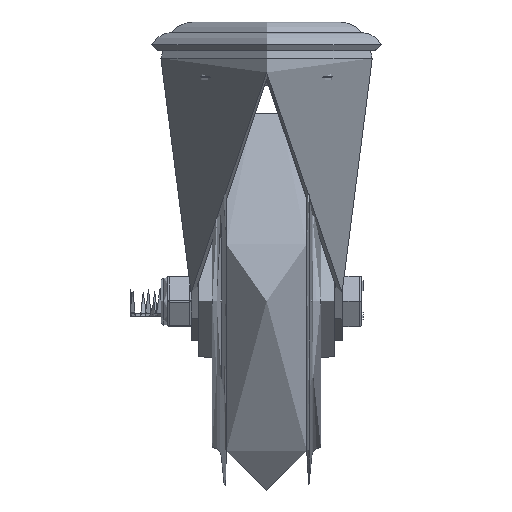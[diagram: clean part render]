
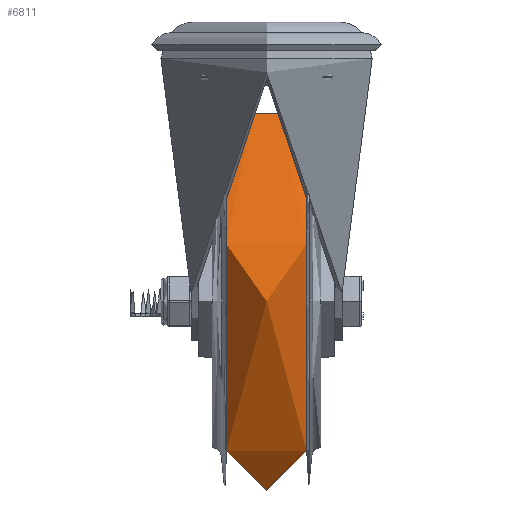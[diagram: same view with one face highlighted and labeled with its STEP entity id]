
A CAD part, left-side view. The second image highlights one B-rep face of the part: STEP entity #6811.
In plain terms, the highlighted free-form (B-spline) face has degree [2, 2] with [3, 9] control points.
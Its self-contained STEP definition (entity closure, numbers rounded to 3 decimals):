
#29=(
BOUNDED_SURFACE()
B_SPLINE_SURFACE(2,2,((#11573,#11574,#11575,#11576,#11577,#11578,#11579,
#11580,#11581),(#11582,#11583,#11584,#11585,#11586,#11587,#11588,#11589,
#11590),(#11591,#11592,#11593,#11594,#11595,#11596,#11597,#11598,#11599)),
 .UNSPECIFIED.,.F.,.T.,.F.)
B_SPLINE_SURFACE_WITH_KNOTS((3,3),(3,2,2,2,3),(-0.202,0.202),
(-3.142,-1.571,0.,1.571,3.142),
 .UNSPECIFIED.)
GEOMETRIC_REPRESENTATION_ITEM()
RATIONAL_B_SPLINE_SURFACE(((1.,0.707,1.,0.707,1.,
0.707,1.,0.707,1.),(0.98,0.693,
0.98,0.693,0.98,0.693,
0.98,0.693,0.98),(1.,0.707,
1.,0.707,1.,0.707,1.,0.707,1.)))
REPRESENTATION_ITEM('')
SURFACE()
);
#939=FACE_OUTER_BOUND('',#1371,.T.);
#1371=EDGE_LOOP('',(#5173,#5174,#5175,#5176));
#2810=CIRCLE('',#7461,61.152);
#2811=CIRCLE('',#7462,66.083);
#2812=CIRCLE('',#7463,61.152);
#3177=VERTEX_POINT('',#11570);
#3178=VERTEX_POINT('',#11600);
#3905=EDGE_CURVE('',#3177,#3177,#2810,.T.);
#3906=EDGE_CURVE('',#3177,#3178,#2811,.T.);
#3907=EDGE_CURVE('',#3178,#3178,#2812,.T.);
#5173=ORIENTED_EDGE('',*,*,#3905,.F.);
#5174=ORIENTED_EDGE('',*,*,#3906,.T.);
#5175=ORIENTED_EDGE('',*,*,#3907,.T.);
#5176=ORIENTED_EDGE('',*,*,#3906,.F.);
#6811=ADVANCED_FACE('',(#939),#29,.F.);
#7461=AXIS2_PLACEMENT_3D('',#11572,#8506,#8507);
#7462=AXIS2_PLACEMENT_3D('',#11601,#8508,#8509);
#7463=AXIS2_PLACEMENT_3D('',#11602,#8510,#8511);
#8506=DIRECTION('center_axis',(0.,-1.,0.));
#8507=DIRECTION('ref_axis',(0.,0.,1.));
#8508=DIRECTION('center_axis',(-1.,0.,0.));
#8509=DIRECTION('ref_axis',(0.,0.,1.));
#8510=DIRECTION('center_axis',(0.,-1.,0.));
#8511=DIRECTION('ref_axis',(0.,0.,1.));
#11570=CARTESIAN_POINT('',(0.,-13.279,61.152));
#11572=CARTESIAN_POINT('Origin',(0.,-13.279,0.));
#11573=CARTESIAN_POINT('Ctrl Pts',(0.,13.279,61.152));
#11574=CARTESIAN_POINT('Ctrl Pts',(-61.152,13.279,61.152));
#11575=CARTESIAN_POINT('Ctrl Pts',(-61.152,13.279,0.));
#11576=CARTESIAN_POINT('Ctrl Pts',(-61.152,13.279,-61.152));
#11577=CARTESIAN_POINT('Ctrl Pts',(0.,13.279,-61.152));
#11578=CARTESIAN_POINT('Ctrl Pts',(61.152,13.279,-61.152));
#11579=CARTESIAN_POINT('Ctrl Pts',(61.152,13.279,0.));
#11580=CARTESIAN_POINT('Ctrl Pts',(61.152,13.279,61.152));
#11581=CARTESIAN_POINT('Ctrl Pts',(0.,13.279,61.152));
#11582=CARTESIAN_POINT('Ctrl Pts',(0.,0.,63.876));
#11583=CARTESIAN_POINT('Ctrl Pts',(-63.876,0.,
63.876));
#11584=CARTESIAN_POINT('Ctrl Pts',(-63.876,0.,
0.));
#11585=CARTESIAN_POINT('Ctrl Pts',(-63.876,0.,
-63.876));
#11586=CARTESIAN_POINT('Ctrl Pts',(0.,0.,-63.876));
#11587=CARTESIAN_POINT('Ctrl Pts',(63.876,0.,
-63.876));
#11588=CARTESIAN_POINT('Ctrl Pts',(63.876,0.,
0.));
#11589=CARTESIAN_POINT('Ctrl Pts',(63.876,0.,
63.876));
#11590=CARTESIAN_POINT('Ctrl Pts',(0.,0.,63.876));
#11591=CARTESIAN_POINT('Ctrl Pts',(0.,-13.279,61.152));
#11592=CARTESIAN_POINT('Ctrl Pts',(-61.152,-13.279,
61.152));
#11593=CARTESIAN_POINT('Ctrl Pts',(-61.152,-13.279,
0.));
#11594=CARTESIAN_POINT('Ctrl Pts',(-61.152,-13.279,
-61.152));
#11595=CARTESIAN_POINT('Ctrl Pts',(0.,-13.279,-61.152));
#11596=CARTESIAN_POINT('Ctrl Pts',(61.152,-13.279,-61.152));
#11597=CARTESIAN_POINT('Ctrl Pts',(61.152,-13.279,0.));
#11598=CARTESIAN_POINT('Ctrl Pts',(61.152,-13.279,61.152));
#11599=CARTESIAN_POINT('Ctrl Pts',(0.,-13.279,61.152));
#11600=CARTESIAN_POINT('',(0.,13.279,61.152));
#11601=CARTESIAN_POINT('Origin',(0.,0.,
-3.583));
#11602=CARTESIAN_POINT('Origin',(0.,13.279,0.));
